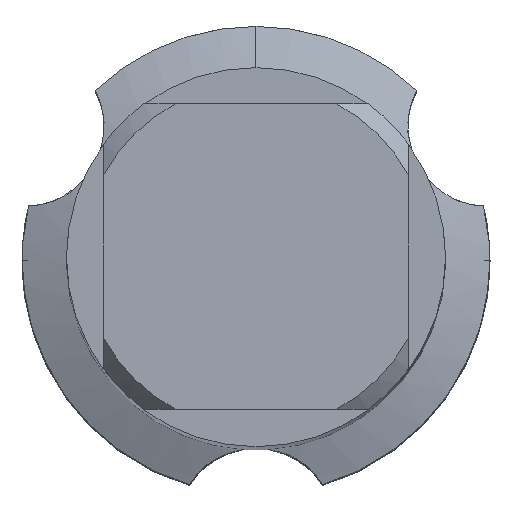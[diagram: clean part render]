
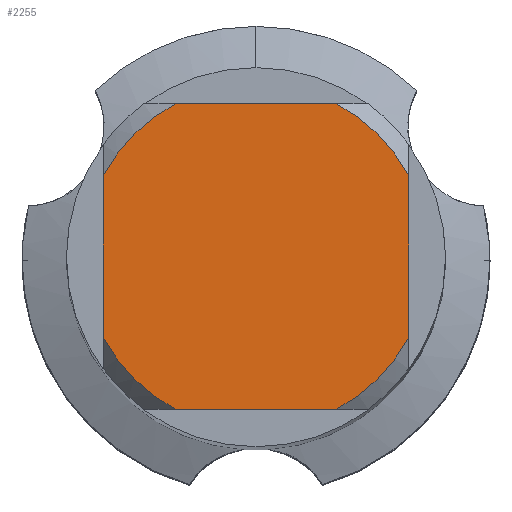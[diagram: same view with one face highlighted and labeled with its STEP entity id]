
A CAD part, top view. The second image highlights one B-rep face of the part: STEP entity #2255.
In plain terms, the highlighted planar face has unit normal (0, 0, 1).
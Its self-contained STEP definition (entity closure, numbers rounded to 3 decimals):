
#1787=EDGE_CURVE('',#4237,#4433,#5019,.T.);
#1823=EDGE_CURVE('',#4237,#4041,#5060,.T.);
#1869=VERTEX_POINT('',#5109);
#2255=ADVANCED_FACE('',(#5528),#5529,.T.);
#2469=EDGE_CURVE('',#3487,#4473,#5759,.T.);
#2513=EDGE_CURVE('',#1869,#4041,#5807,.T.);
#3087=EDGE_CURVE('',#3487,#3945,#6428,.T.);
#3129=VERTEX_POINT('',#6473);
#3347=EDGE_CURVE('',#3129,#4433,#6711,.T.);
#3487=VERTEX_POINT('',#6859);
#3557=EDGE_CURVE('',#1869,#3945,#6936,.T.);
#3945=VERTEX_POINT('',#7364);
#4041=VERTEX_POINT('',#7470);
#4055=EDGE_CURVE('',#3129,#4473,#7486,.T.);
#4237=VERTEX_POINT('',#7688);
#4433=VERTEX_POINT('',#7902);
#4473=VERTEX_POINT('',#7944);
#5019=CIRCLE('',#8685,8.2);
#5060=LINE('',#8764,#8765);
#5109=CARTESIAN_POINT('',(-7.25,3.831,0.0));
#5528=FACE_OUTER_BOUND('',#9632,.T.);
#5529=PLANE('',#9633);
#5759=LINE('',#10228,#10229);
#5807=CIRCLE('',#10322,8.2);
#6428=CIRCLE('',#11544,8.2);
#6473=CARTESIAN_POINT('',(7.25,-3.831,0.0));
#6711=LINE('',#12097,#12098);
#6859=CARTESIAN_POINT('',(-3.831,-7.25,0.0));
#6936=LINE('',#12467,#12468);
#7364=CARTESIAN_POINT('',(-7.25,-3.831,0.0));
#7470=CARTESIAN_POINT('',(-3.831,7.25,0.0));
#7486=CIRCLE('',#13580,8.2);
#7688=CARTESIAN_POINT('',(3.831,7.25,0.0));
#7902=CARTESIAN_POINT('',(7.25,3.831,0.0));
#7944=CARTESIAN_POINT('',(3.831,-7.25,0.0));
#8685=AXIS2_PLACEMENT_3D('',#15354,#15355,#15356);
#8764=CARTESIAN_POINT('',(0.0,7.25,0.0));
#8765=VECTOR('',#15508,1.0);
#9632=EDGE_LOOP('',(#15984,#15985,#15986,#15987,#15988,#15989,#15990,#15991));
#9633=AXIS2_PLACEMENT_3D('',#15992,#15993,#15994);
#10228=CARTESIAN_POINT('',(0.0,-7.25,0.0));
#10229=VECTOR('',#16193,1.0);
#10322=AXIS2_PLACEMENT_3D('',#16243,#16244,#16245);
#11544=AXIS2_PLACEMENT_3D('',#16858,#16859,#16860);
#12097=CARTESIAN_POINT('',(7.25,2.05,0.0));
#12098=VECTOR('',#17254,1.0);
#12467=CARTESIAN_POINT('',(-7.25,2.05,0.0));
#12468=VECTOR('',#17473,1.0);
#13580=AXIS2_PLACEMENT_3D('',#18091,#18092,#18093);
#15354=CARTESIAN_POINT('',(0.0,0.0,0.0));
#15355=DIRECTION('',(0.0,0.0,-1.0));
#15356=DIRECTION('',(0.0,1.0,0.0));
#15508=DIRECTION('',(-1.0,0.0,0.0));
#15984=ORIENTED_EDGE('',*,*,#3557,.T.);
#15985=ORIENTED_EDGE('',*,*,#3087,.F.);
#15986=ORIENTED_EDGE('',*,*,#2469,.T.);
#15987=ORIENTED_EDGE('',*,*,#4055,.F.);
#15988=ORIENTED_EDGE('',*,*,#3347,.T.);
#15989=ORIENTED_EDGE('',*,*,#1787,.F.);
#15990=ORIENTED_EDGE('',*,*,#1823,.T.);
#15991=ORIENTED_EDGE('',*,*,#2513,.F.);
#15992=CARTESIAN_POINT('',(0.0,4.1,0.0));
#15993=DIRECTION('',(-0.0,0.0,1.0));
#15994=DIRECTION('',(0.0,-1.0,0.0));
#16193=DIRECTION('',(1.0,0.0,0.0));
#16243=CARTESIAN_POINT('',(0.0,0.0,0.0));
#16244=DIRECTION('',(0.0,0.0,-1.0));
#16245=DIRECTION('',(0.0,1.0,0.0));
#16858=CARTESIAN_POINT('',(0.0,0.0,0.0));
#16859=DIRECTION('',(0.0,0.0,-1.0));
#16860=DIRECTION('',(0.0,1.0,0.0));
#17254=DIRECTION('',(-0.0,1.0,0.0));
#17473=DIRECTION('',(-0.0,-1.0,0.0));
#18091=CARTESIAN_POINT('',(0.0,0.0,0.0));
#18092=DIRECTION('',(0.0,0.0,-1.0));
#18093=DIRECTION('',(0.0,1.0,0.0));
